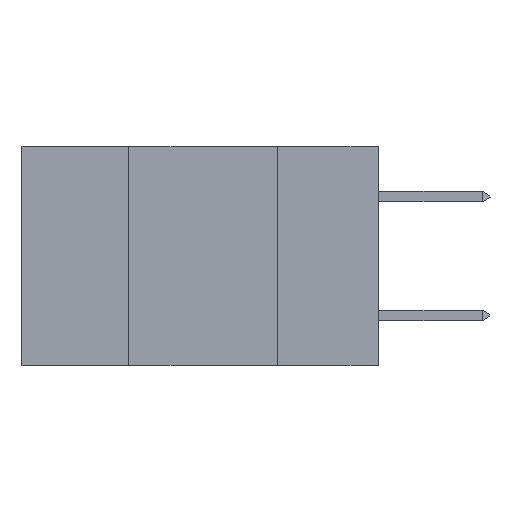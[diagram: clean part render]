
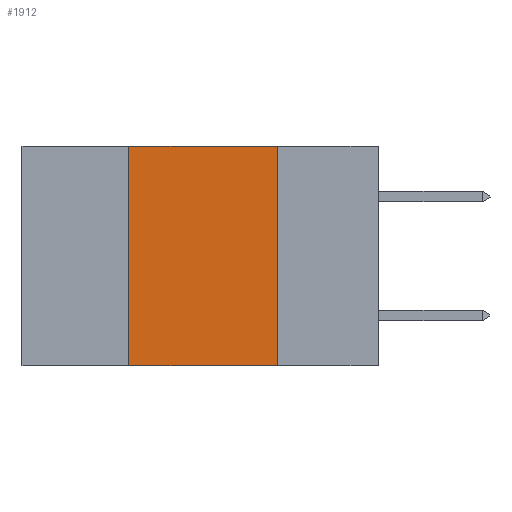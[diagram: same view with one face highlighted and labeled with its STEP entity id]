
A CAD part, left-side view. The second image highlights one B-rep face of the part: STEP entity #1912.
In plain terms, the highlighted planar face has unit normal (-1, 0, 0).
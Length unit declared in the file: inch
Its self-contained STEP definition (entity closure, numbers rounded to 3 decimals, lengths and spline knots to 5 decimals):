
#590 = LINE ( 'NONE', #11736, #5766 ) ;
#1687 = VERTEX_POINT ( 'NONE', #3012 ) ;
#1901 = PLANE ( 'NONE',  #5697 ) ;
#1912 = ADVANCED_FACE ( 'NONE', ( #4157 ), #1901, .F. ) ;
#1948 = CARTESIAN_POINT ( 'NONE',  ( 0., 0.6, 0. ) ) ;
#2103 = LINE ( 'NONE', #4940, #12755 ) ;
#2130 = VECTOR ( 'NONE', #7039, 39.37008 ) ;
#2349 = EDGE_CURVE ( 'NONE', #5759, #1687, #590, .T. ) ;
#2666 = CARTESIAN_POINT ( 'NONE',  ( 0., 0.17, 0. ) ) ;
#3012 = CARTESIAN_POINT ( 'NONE',  ( 0., 0.17, -0.37 ) ) ;
#3207 = DIRECTION ( 'NONE',  ( 0., -1., 0. ) ) ;
#3408 = VERTEX_POINT ( 'NONE', #10760 ) ;
#3429 = DIRECTION ( 'NONE',  ( 0., 0., -1. ) ) ;
#3736 = ORIENTED_EDGE ( 'NONE', *, *, #8325, .F. ) ;
#3796 = EDGE_CURVE ( 'NONE', #12636, #1687, #4409, .T. ) ;
#3982 = DIRECTION ( 'NONE',  ( 0., 0., -1. ) ) ;
#4157 = FACE_OUTER_BOUND ( 'NONE', #13121, .T. ) ;
#4409 = LINE ( 'NONE', #5406, #12968 ) ;
#4875 = LINE ( 'NONE', #10093, #2130 ) ;
#4940 = CARTESIAN_POINT ( 'NONE',  ( 0., 0.6, 0. ) ) ;
#5406 = CARTESIAN_POINT ( 'NONE',  ( 0., 0.6, -0.37 ) ) ;
#5697 = AXIS2_PLACEMENT_3D ( 'NONE', #1948, #9099, #3982 ) ;
#5759 = VERTEX_POINT ( 'NONE', #2666 ) ;
#5766 = VECTOR ( 'NONE', #3429, 39.37008 ) ;
#5889 = CARTESIAN_POINT ( 'NONE',  ( 0., 0.42, -0.37 ) ) ;
#6757 = EDGE_CURVE ( 'NONE', #12636, #3408, #4875, .T. ) ;
#7039 = DIRECTION ( 'NONE',  ( 0., 0., 1. ) ) ;
#7099 = DIRECTION ( 'NONE',  ( 0., -1., 0. ) ) ;
#8325 = EDGE_CURVE ( 'NONE', #3408, #5759, #2103, .T. ) ;
#8796 = ORIENTED_EDGE ( 'NONE', *, *, #6757, .F. ) ;
#9099 = DIRECTION ( 'NONE',  ( 1., 0., 0. ) ) ;
#10093 = CARTESIAN_POINT ( 'NONE',  ( 0., 0.42, 0. ) ) ;
#10760 = CARTESIAN_POINT ( 'NONE',  ( 0., 0.42, 0. ) ) ;
#11736 = CARTESIAN_POINT ( 'NONE',  ( 0., 0.17, 0. ) ) ;
#12067 = ORIENTED_EDGE ( 'NONE', *, *, #3796, .T. ) ;
#12283 = ORIENTED_EDGE ( 'NONE', *, *, #2349, .F. ) ;
#12636 = VERTEX_POINT ( 'NONE', #5889 ) ;
#12755 = VECTOR ( 'NONE', #7099, 39.37008 ) ;
#12968 = VECTOR ( 'NONE', #3207, 39.37008 ) ;
#13121 = EDGE_LOOP ( 'NONE', ( #12283, #3736, #8796, #12067 ) ) ;
